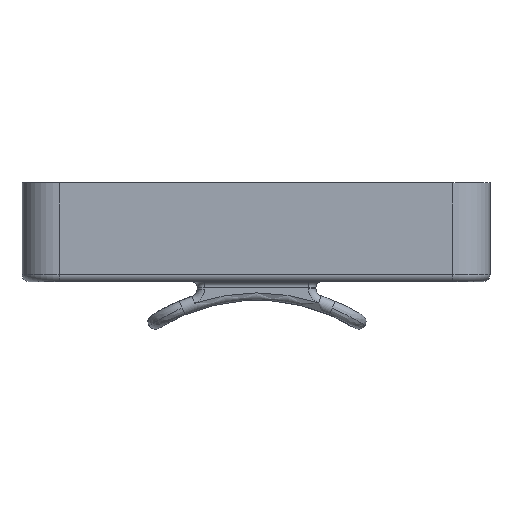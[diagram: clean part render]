
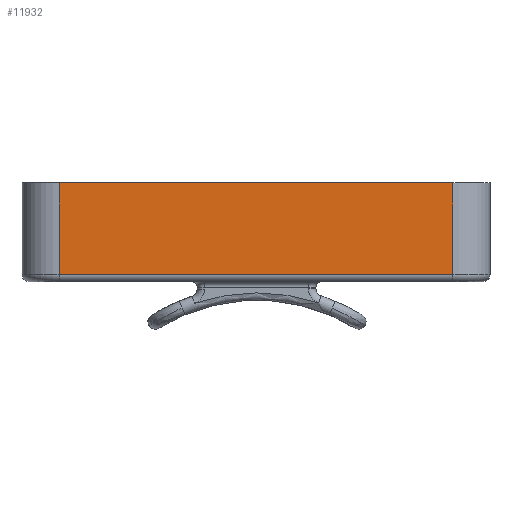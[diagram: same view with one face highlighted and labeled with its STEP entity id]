
A CAD part, left-side view. The second image highlights one B-rep face of the part: STEP entity #11932.
In plain terms, the highlighted planar face has unit normal (-1, 0, 0).
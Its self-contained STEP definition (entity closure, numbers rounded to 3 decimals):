
#2001=FACE_OUTER_BOUND('',#2678,.T.);
#2678=EDGE_LOOP('',(#10728,#10729,#10730,#10731));
#3356=LINE('',#22661,#4251);
#3555=LINE('',#24142,#4450);
#3557=LINE('',#24158,#4452);
#3558=LINE('',#24159,#4453);
#4251=VECTOR('',#13418,10.);
#4450=VECTOR('',#14249,10.);
#4452=VECTOR('',#14273,10.);
#4453=VECTOR('',#14274,10.);
#5411=VERTEX_POINT('',#22658);
#5412=VERTEX_POINT('',#22660);
#5683=VERTEX_POINT('',#24132);
#5685=VERTEX_POINT('',#24138);
#7005=EDGE_CURVE('',#5411,#5412,#3356,.T.);
#7420=EDGE_CURVE('',#5683,#5685,#3555,.T.);
#7429=EDGE_CURVE('',#5412,#5683,#3557,.T.);
#7430=EDGE_CURVE('',#5411,#5685,#3558,.T.);
#10728=ORIENTED_EDGE('',*,*,#7420,.F.);
#10729=ORIENTED_EDGE('',*,*,#7429,.F.);
#10730=ORIENTED_EDGE('',*,*,#7005,.F.);
#10731=ORIENTED_EDGE('',*,*,#7430,.T.);
#11307=PLANE('',#12470);
#11932=ADVANCED_FACE('',(#2001),#11307,.T.);
#12470=AXIS2_PLACEMENT_3D('',#24157,#14271,#14272);
#13418=DIRECTION('',(0.,-1.,0.));
#14249=DIRECTION('',(0.,1.,0.));
#14271=DIRECTION('center_axis',(-1.,0.,0.));
#14272=DIRECTION('ref_axis',(0.,1.,0.));
#14273=DIRECTION('',(0.,0.,-1.));
#14274=DIRECTION('',(0.,0.,-1.));
#22658=CARTESIAN_POINT('',(-20.331,25.387,-4.966));
#22660=CARTESIAN_POINT('',(-20.331,-27.613,-4.966));
#22661=CARTESIAN_POINT('',(-20.331,-27.613,-4.966));
#24132=CARTESIAN_POINT('',(-20.331,-27.613,-17.266));
#24138=CARTESIAN_POINT('',(-20.331,25.387,-17.266));
#24142=CARTESIAN_POINT('',(-20.331,-14.363,-17.266));
#24157=CARTESIAN_POINT('Origin',(-20.331,-27.613,-17.266));
#24158=CARTESIAN_POINT('',(-20.331,-27.613,-17.266));
#24159=CARTESIAN_POINT('',(-20.331,25.387,-17.266));
